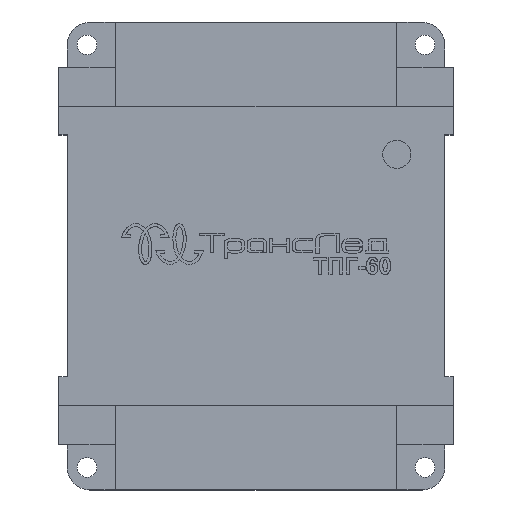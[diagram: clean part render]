
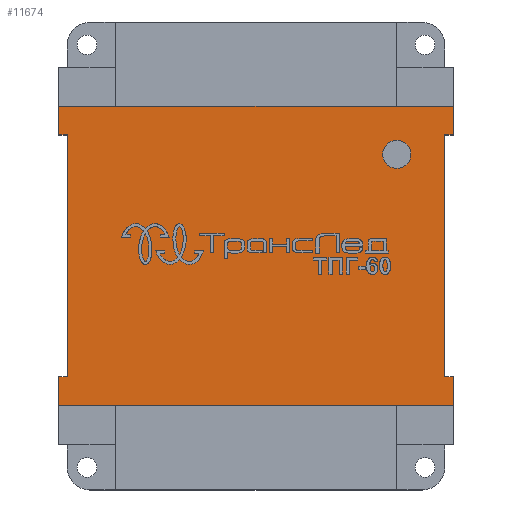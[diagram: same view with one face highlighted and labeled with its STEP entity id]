
A CAD part, top view. The second image highlights one B-rep face of the part: STEP entity #11674.
In plain terms, the highlighted planar face has unit normal (0, 0, 1).
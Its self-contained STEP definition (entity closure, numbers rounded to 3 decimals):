
#1092=FACE_OUTER_BOUND('',#1784,.T.);
#1784=EDGE_LOOP('',(#7880,#7881,#7882,#7883,#7884,#7885,#7886,#7887,#7888,
#7889,#7890,#7891));
#2554=LINE('',#15224,#3708);
#2566=LINE('',#15261,#3720);
#2567=LINE('',#15263,#3721);
#2568=LINE('',#15265,#3722);
#2569=LINE('',#15266,#3723);
#2570=LINE('',#15268,#3724);
#2571=LINE('',#15270,#3725);
#2572=LINE('',#15272,#3726);
#2573=LINE('',#15274,#3727);
#2574=LINE('',#15276,#3728);
#2575=LINE('',#15278,#3729);
#2576=LINE('',#15279,#3730);
#3708=VECTOR('',#13038,10.);
#3720=VECTOR('',#13070,10.);
#3721=VECTOR('',#13071,10.);
#3722=VECTOR('',#13072,10.);
#3723=VECTOR('',#13073,10.);
#3724=VECTOR('',#13074,10.);
#3725=VECTOR('',#13075,10.);
#3726=VECTOR('',#13076,10.);
#3727=VECTOR('',#13077,10.);
#3728=VECTOR('',#13078,10.);
#3729=VECTOR('',#13079,10.);
#3730=VECTOR('',#13080,10.);
#4837=VERTEX_POINT('',#15221);
#4838=VERTEX_POINT('',#15223);
#4852=VERTEX_POINT('',#15259);
#4853=VERTEX_POINT('',#15260);
#4854=VERTEX_POINT('',#15262);
#4855=VERTEX_POINT('',#15264);
#4856=VERTEX_POINT('',#15267);
#4857=VERTEX_POINT('',#15269);
#4858=VERTEX_POINT('',#15271);
#4859=VERTEX_POINT('',#15273);
#4860=VERTEX_POINT('',#15275);
#4861=VERTEX_POINT('',#15277);
#6042=EDGE_CURVE('',#4838,#4837,#2554,.T.);
#6060=EDGE_CURVE('',#4852,#4853,#2566,.T.);
#6061=EDGE_CURVE('',#4853,#4854,#2567,.T.);
#6062=EDGE_CURVE('',#4854,#4855,#2568,.T.);
#6063=EDGE_CURVE('',#4855,#4838,#2569,.T.);
#6064=EDGE_CURVE('',#4837,#4856,#2570,.T.);
#6065=EDGE_CURVE('',#4856,#4857,#2571,.T.);
#6066=EDGE_CURVE('',#4857,#4858,#2572,.T.);
#6067=EDGE_CURVE('',#4858,#4859,#2573,.T.);
#6068=EDGE_CURVE('',#4859,#4860,#2574,.T.);
#6069=EDGE_CURVE('',#4860,#4861,#2575,.T.);
#6070=EDGE_CURVE('',#4861,#4852,#2576,.T.);
#7880=ORIENTED_EDGE('',*,*,#6060,.T.);
#7881=ORIENTED_EDGE('',*,*,#6061,.T.);
#7882=ORIENTED_EDGE('',*,*,#6062,.T.);
#7883=ORIENTED_EDGE('',*,*,#6063,.T.);
#7884=ORIENTED_EDGE('',*,*,#6042,.T.);
#7885=ORIENTED_EDGE('',*,*,#6064,.T.);
#7886=ORIENTED_EDGE('',*,*,#6065,.T.);
#7887=ORIENTED_EDGE('',*,*,#6066,.T.);
#7888=ORIENTED_EDGE('',*,*,#6067,.T.);
#7889=ORIENTED_EDGE('',*,*,#6068,.T.);
#7890=ORIENTED_EDGE('',*,*,#6069,.T.);
#7891=ORIENTED_EDGE('',*,*,#6070,.T.);
#11293=PLANE('',#12431);
#11674=ADVANCED_FACE('',(#1092),#11293,.T.);
#12431=AXIS2_PLACEMENT_3D('',#15258,#13068,#13069);
#13038=DIRECTION('',(-1.,0.,0.));
#13068=DIRECTION('center_axis',(0.,0.,1.));
#13069=DIRECTION('ref_axis',(0.,-1.,0.));
#13070=DIRECTION('',(-1.,0.,0.));
#13071=DIRECTION('',(0.,1.,0.));
#13072=DIRECTION('',(1.,0.,0.));
#13073=DIRECTION('',(0.,1.,0.));
#13074=DIRECTION('',(0.,-1.,0.));
#13075=DIRECTION('',(1.,0.,0.));
#13076=DIRECTION('',(0.,-1.,0.));
#13077=DIRECTION('',(-1.,0.,0.));
#13078=DIRECTION('',(0.,-1.,0.));
#13079=DIRECTION('',(1.,0.,0.));
#13080=DIRECTION('',(0.,1.,0.));
#15221=CARTESIAN_POINT('',(-35.,26.5,47.));
#15223=CARTESIAN_POINT('',(35.,26.5,47.));
#15224=CARTESIAN_POINT('',(-17.5,26.5,47.));
#15258=CARTESIAN_POINT('Origin',(0.,0.,
47.));
#15259=CARTESIAN_POINT('',(35.,-21.5,47.));
#15260=CARTESIAN_POINT('',(33.5,-21.5,47.));
#15261=CARTESIAN_POINT('',(16.75,-21.5,47.));
#15262=CARTESIAN_POINT('',(33.5,21.5,47.));
#15263=CARTESIAN_POINT('',(33.5,10.75,47.));
#15264=CARTESIAN_POINT('',(35.,21.5,47.));
#15265=CARTESIAN_POINT('',(17.5,21.5,47.));
#15266=CARTESIAN_POINT('',(35.,13.25,47.));
#15267=CARTESIAN_POINT('',(-35.,21.5,47.));
#15268=CARTESIAN_POINT('',(-35.,10.75,47.));
#15269=CARTESIAN_POINT('',(-33.5,21.5,47.));
#15270=CARTESIAN_POINT('',(-16.75,21.5,47.));
#15271=CARTESIAN_POINT('',(-33.5,-21.5,47.));
#15272=CARTESIAN_POINT('',(-33.5,-10.75,47.));
#15273=CARTESIAN_POINT('',(-35.,-21.5,47.));
#15274=CARTESIAN_POINT('',(-17.5,-21.5,47.));
#15275=CARTESIAN_POINT('',(-35.,-26.5,47.));
#15276=CARTESIAN_POINT('',(-35.,-13.25,47.));
#15277=CARTESIAN_POINT('',(35.,-26.5,47.));
#15278=CARTESIAN_POINT('',(17.5,-26.5,47.));
#15279=CARTESIAN_POINT('',(35.,-10.75,47.));
